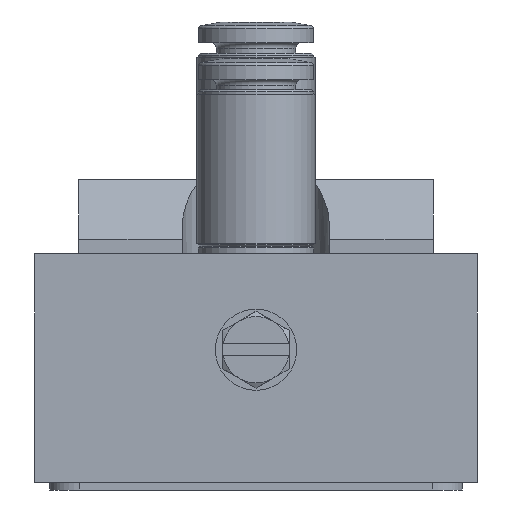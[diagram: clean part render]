
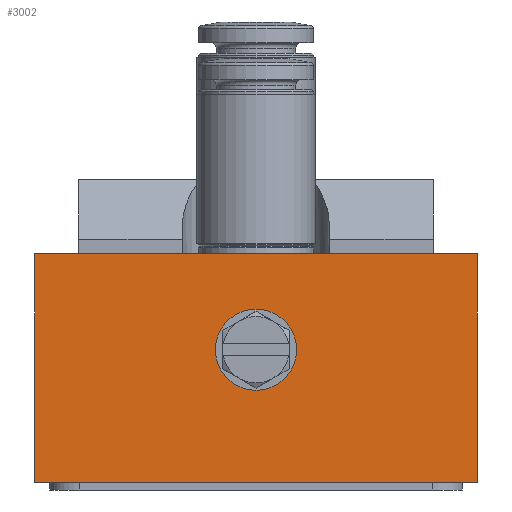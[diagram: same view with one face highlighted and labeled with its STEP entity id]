
A CAD part, front view. The second image highlights one B-rep face of the part: STEP entity #3002.
In plain terms, the highlighted planar face has unit normal (0, -1, 0).
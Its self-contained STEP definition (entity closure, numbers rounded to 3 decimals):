
#123=LINE('',#4229,#288);
#125=LINE('',#4235,#290);
#126=LINE('',#4237,#291);
#127=LINE('',#4239,#292);
#288=VECTOR('',#3510,1000.);
#290=VECTOR('',#3516,1000.);
#291=VECTOR('',#3517,1000.);
#292=VECTOR('',#3518,1000.);
#441=PLANE('',#3194);
#555=ORIENTED_EDGE('',*,*,#1143,.T.);
#556=ORIENTED_EDGE('',*,*,#1144,.F.);
#557=ORIENTED_EDGE('',*,*,#1145,.T.);
#558=ORIENTED_EDGE('',*,*,#1146,.F.);
#559=ORIENTED_EDGE('',*,*,#1141,.F.);
#1141=EDGE_CURVE('',#1434,#1435,#123,.T.);
#1143=EDGE_CURVE('',#1436,#1436,#1628,.T.);
#1144=EDGE_CURVE('',#1437,#1434,#125,.T.);
#1145=EDGE_CURVE('',#1437,#1438,#126,.T.);
#1146=EDGE_CURVE('',#1435,#1438,#127,.T.);
#1434=VERTEX_POINT('',#4228);
#1435=VERTEX_POINT('',#4230);
#1436=VERTEX_POINT('',#4234);
#1437=VERTEX_POINT('',#4236);
#1438=VERTEX_POINT('',#4238);
#1628=CIRCLE('',#3195,1.25);
#1742=EDGE_LOOP('',(#555));
#1743=EDGE_LOOP('',(#556,#557,#558,#559));
#1959=FACE_BOUND('',#1742,.T.);
#1960=FACE_BOUND('',#1743,.T.);
#3002=ADVANCED_FACE('',(#1959,#1960),#441,.T.);
#3194=AXIS2_PLACEMENT_3D('',#4232,#3512,#3513);
#3195=AXIS2_PLACEMENT_3D('',#4233,#3514,#3515);
#3510=DIRECTION('',(0.,0.,-1.));
#3512=DIRECTION('',(0.,-1.,0.));
#3513=DIRECTION('',(0.,0.,-1.));
#3514=DIRECTION('',(0.,1.,0.));
#3515=DIRECTION('',(0.,0.,-1.));
#3516=DIRECTION('',(1.,0.,0.));
#3517=DIRECTION('',(0.,0.,-1.));
#3518=DIRECTION('',(-1.,0.,0.));
#4228=CARTESIAN_POINT('',(15.,-34.,15.5));
#4229=CARTESIAN_POINT('',(15.,-34.,20.5));
#4230=CARTESIAN_POINT('',(15.,-34.,0.));
#4232=CARTESIAN_POINT('',(15.,-34.,20.5));
#4233=CARTESIAN_POINT('',(0.,-34.,9.));
#4234=CARTESIAN_POINT('',(0.,-34.,7.75));
#4235=CARTESIAN_POINT('',(-15.,-34.,15.5));
#4236=CARTESIAN_POINT('',(-15.,-34.,15.5));
#4237=CARTESIAN_POINT('',(-15.,-34.,20.5));
#4238=CARTESIAN_POINT('',(-15.,-34.,0.));
#4239=CARTESIAN_POINT('',(15.,-34.,0.));
